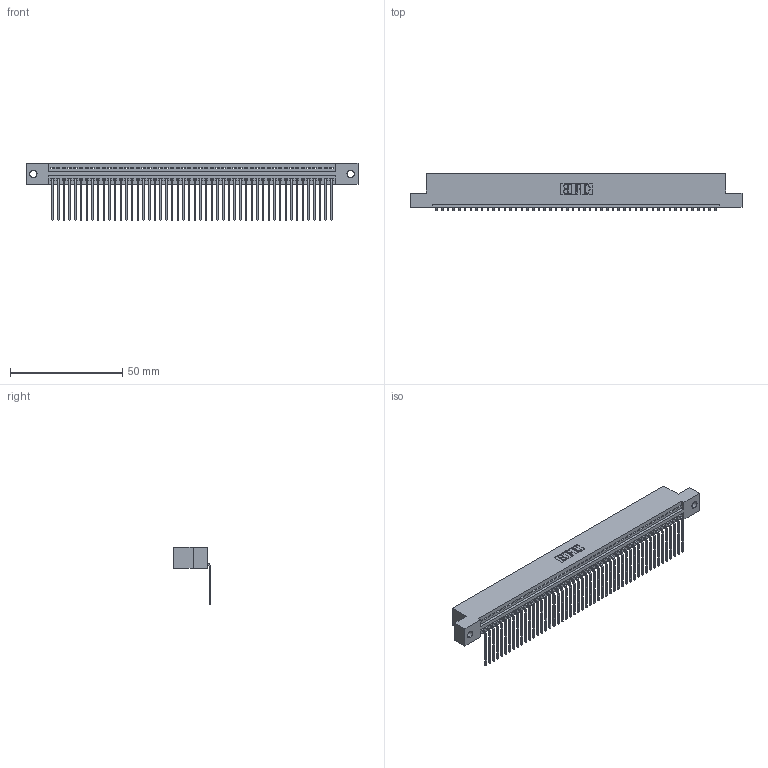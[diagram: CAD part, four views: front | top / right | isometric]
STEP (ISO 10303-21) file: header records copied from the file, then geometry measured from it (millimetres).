
FILE_DESCRIPTION (( 'STEP AP203' ), '1' );
FILE_NAME ('395-050-559-102.STEP', '2018-11-20T10:57:25', ( '' ), ( '' ), 'SwSTEP 2.0', 'SolidWorks 2016', '' );
FILE_SCHEMA (( 'CONFIG_CONTROL_DESIGN' ));
Length unit declared in the file: inch
Products named in the file (3): 345 Part_Flush Mounting Lugs - 0.128 Dia; 395-050-559-102; 345-292-001_558 559 Tail - 1
Assembly tree (51 placements, depth 2):
  395-050-559-102
    345 Part_Flush Mounting Lugs - 0.128 Dia
    345-292-001_558 559 Tail - 1  x50
Bounding box: 148.21 x 16.75 x 25.53 mm (x, y, z)
Volume: 14272.5 mm3; surface area: 19782.9 mm2
Topology: 51 solids, 51 shells, 3126 faces, 9441 edges, 6226 vertices
Faces by surface type: plane 2180, cylinder 946
Entity records: 36641 total; most frequent: CARTESIAN_POINT 6354, ORIENTED_EDGE 6338, DIRECTION 5537, EDGE_CURVE 3169, LINE 2837, VECTOR 2837, VERTEX_POINT 2110, AXIS2_PLACEMENT_3D 1350
